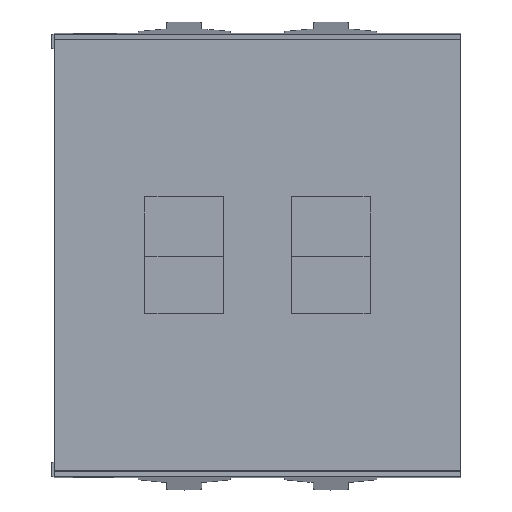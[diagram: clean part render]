
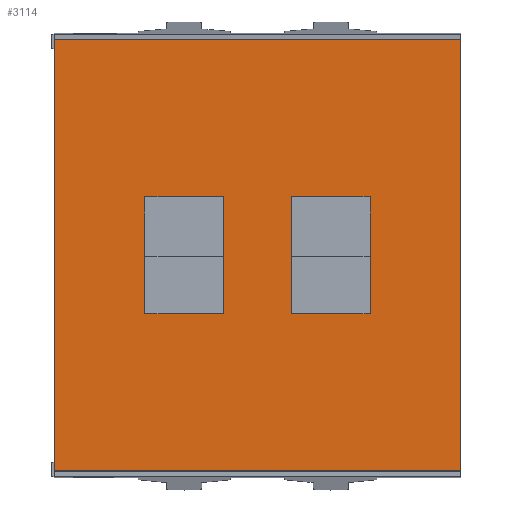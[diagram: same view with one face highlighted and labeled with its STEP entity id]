
A CAD part, top view. The second image highlights one B-rep face of the part: STEP entity #3114.
In plain terms, the highlighted planar face has unit normal (0, 0, 1).
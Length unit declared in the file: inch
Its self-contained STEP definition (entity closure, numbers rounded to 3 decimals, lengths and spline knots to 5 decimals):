
#1011=DIRECTION('',(1.,0.,0.));
#1012=VECTOR('',#1011,0.278);
#1013=CARTESIAN_POINT('',(-0.139,-0.1475,0.14));
#1014=LINE('',#1013,#1012);
#1018=DIRECTION('',(0.,-1.,0.));
#1019=VECTOR('',#1018,0.295);
#1020=CARTESIAN_POINT('',(-0.139,0.1475,0.14));
#1021=LINE('',#1020,#1019);
#1025=DIRECTION('',(-1.,0.,0.));
#1026=VECTOR('',#1025,0.278);
#1027=CARTESIAN_POINT('',(0.139,0.1475,0.14));
#1028=LINE('',#1027,#1026);
#1032=DIRECTION('',(0.,1.,0.));
#1033=VECTOR('',#1032,0.295);
#1034=CARTESIAN_POINT('',(0.139,-0.1475,0.14));
#1035=LINE('',#1034,#1033);
#1039=DIRECTION('',(0.,1.,0.));
#1040=VECTOR('',#1039,0.041);
#1041=CARTESIAN_POINT('',(-0.023,-0.001,0.14));
#1042=LINE('',#1041,#1040);
#1046=DIRECTION('',(-1.,0.,0.));
#1047=VECTOR('',#1046,0.054);
#1048=CARTESIAN_POINT('',(-0.023,0.04,0.14));
#1049=LINE('',#1048,#1047);
#1053=DIRECTION('',(0.,-1.,0.));
#1054=VECTOR('',#1053,0.041);
#1055=CARTESIAN_POINT('',(-0.077,0.04,0.14));
#1056=LINE('',#1055,#1054);
#1060=DIRECTION('',(0.,-1.,0.));
#1061=VECTOR('',#1060,0.039);
#1062=CARTESIAN_POINT('',(-0.077,-0.001,0.14));
#1063=LINE('',#1062,#1061);
#1067=DIRECTION('',(1.,0.,0.));
#1068=VECTOR('',#1067,0.054);
#1069=CARTESIAN_POINT('',(-0.077,-0.04,0.14));
#1070=LINE('',#1069,#1068);
#1074=DIRECTION('',(0.,1.,0.));
#1075=VECTOR('',#1074,0.039);
#1076=CARTESIAN_POINT('',(-0.023,-0.04,0.14));
#1077=LINE('',#1076,#1075);
#1081=DIRECTION('',(0.,1.,0.));
#1082=VECTOR('',#1081,0.041);
#1083=CARTESIAN_POINT('',(0.077,-0.001,0.14));
#1084=LINE('',#1083,#1082);
#1088=DIRECTION('',(-1.,0.,0.));
#1089=VECTOR('',#1088,0.054);
#1090=CARTESIAN_POINT('',(0.077,0.04,0.14));
#1091=LINE('',#1090,#1089);
#1095=DIRECTION('',(0.,-1.,0.));
#1096=VECTOR('',#1095,0.041);
#1097=CARTESIAN_POINT('',(0.023,0.04,0.14));
#1098=LINE('',#1097,#1096);
#1102=DIRECTION('',(0.,-1.,0.));
#1103=VECTOR('',#1102,0.039);
#1104=CARTESIAN_POINT('',(0.023,-0.001,0.14));
#1105=LINE('',#1104,#1103);
#1109=DIRECTION('',(1.,0.,0.));
#1110=VECTOR('',#1109,0.054);
#1111=CARTESIAN_POINT('',(0.023,-0.04,0.14));
#1112=LINE('',#1111,#1110);
#1116=DIRECTION('',(0.,1.,0.));
#1117=VECTOR('',#1116,0.039);
#1118=CARTESIAN_POINT('',(0.077,-0.04,0.14));
#1119=LINE('',#1118,#1117);
#1730=CARTESIAN_POINT('',(-0.139,-0.1475,0.14));
#1731=CARTESIAN_POINT('',(0.139,-0.1475,0.14));
#1732=VERTEX_POINT('',#1730);
#1733=VERTEX_POINT('',#1731);
#1734=CARTESIAN_POINT('',(0.139,0.1475,0.14));
#1735=VERTEX_POINT('',#1734);
#1736=CARTESIAN_POINT('',(-0.139,0.1475,0.14));
#1737=VERTEX_POINT('',#1736);
#1754=CARTESIAN_POINT('',(-0.023,0.04,0.14));
#1755=CARTESIAN_POINT('',(-0.077,0.04,0.14));
#1756=VERTEX_POINT('',#1754);
#1757=VERTEX_POINT('',#1755);
#1758=CARTESIAN_POINT('',(0.077,0.04,0.14));
#1759=CARTESIAN_POINT('',(0.023,0.04,0.14));
#1760=VERTEX_POINT('',#1758);
#1761=VERTEX_POINT('',#1759);
#1778=CARTESIAN_POINT('',(-0.077,-0.04,0.14));
#1779=CARTESIAN_POINT('',(-0.023,-0.04,0.14));
#1780=VERTEX_POINT('',#1778);
#1781=VERTEX_POINT('',#1779);
#1782=CARTESIAN_POINT('',(-0.023,-0.001,0.14));
#1783=VERTEX_POINT('',#1782);
#1784=CARTESIAN_POINT('',(-0.077,-0.001,0.14));
#1785=VERTEX_POINT('',#1784);
#1786=CARTESIAN_POINT('',(0.077,-0.04,0.14));
#1787=CARTESIAN_POINT('',(0.077,-0.001,0.14));
#1788=VERTEX_POINT('',#1786);
#1789=VERTEX_POINT('',#1787);
#1790=CARTESIAN_POINT('',(0.023,-0.001,0.14));
#1791=CARTESIAN_POINT('',(0.023,-0.04,0.14));
#1792=VERTEX_POINT('',#1790);
#1793=VERTEX_POINT('',#1791);
#3074=CARTESIAN_POINT('',(0.,0.,0.14));
#3075=DIRECTION('',(0.,0.,1.));
#3076=DIRECTION('',(0.,1.,0.));
#3077=AXIS2_PLACEMENT_3D('',#3074,#3075,#3076);
#3078=PLANE('',#3077);
#3080=ORIENTED_EDGE('',*,*,#3079,.F.);
#3081=ORIENTED_EDGE('',*,*,#2247,.F.);
#3082=ORIENTED_EDGE('',*,*,#3056,.F.);
#3083=ORIENTED_EDGE('',*,*,#3043,.F.);
#3084=EDGE_LOOP('',(#3080,#3081,#3082,#3083));
#3085=FACE_OUTER_BOUND('',#3084,.F.);
#3087=ORIENTED_EDGE('',*,*,#3086,.T.);
#3089=ORIENTED_EDGE('',*,*,#3088,.T.);
#3091=ORIENTED_EDGE('',*,*,#3090,.T.);
#3093=ORIENTED_EDGE('',*,*,#3092,.T.);
#3095=ORIENTED_EDGE('',*,*,#3094,.T.);
#3097=ORIENTED_EDGE('',*,*,#3096,.T.);
#3098=EDGE_LOOP('',(#3087,#3089,#3091,#3093,#3095,#3097));
#3099=FACE_BOUND('',#3098,.F.);
#3101=ORIENTED_EDGE('',*,*,#3100,.T.);
#3103=ORIENTED_EDGE('',*,*,#3102,.T.);
#3105=ORIENTED_EDGE('',*,*,#3104,.T.);
#3107=ORIENTED_EDGE('',*,*,#3106,.T.);
#3109=ORIENTED_EDGE('',*,*,#3108,.T.);
#3111=ORIENTED_EDGE('',*,*,#3110,.T.);
#3112=EDGE_LOOP('',(#3101,#3103,#3105,#3107,#3109,#3111));
#3113=FACE_BOUND('',#3112,.F.);
#3114=ADVANCED_FACE('',(#3085,#3099,#3113),#3078,.T.);
#2247=EDGE_CURVE('',#1737,#1732,#1021,.T.);
#3043=EDGE_CURVE('',#1733,#1735,#1035,.T.);
#3056=EDGE_CURVE('',#1735,#1737,#1028,.T.);
#3079=EDGE_CURVE('',#1732,#1733,#1014,.T.);
#3086=EDGE_CURVE('',#1783,#1756,#1042,.T.);
#3088=EDGE_CURVE('',#1756,#1757,#1049,.T.);
#3090=EDGE_CURVE('',#1757,#1785,#1056,.T.);
#3092=EDGE_CURVE('',#1785,#1780,#1063,.T.);
#3094=EDGE_CURVE('',#1780,#1781,#1070,.T.);
#3096=EDGE_CURVE('',#1781,#1783,#1077,.T.);
#3100=EDGE_CURVE('',#1789,#1760,#1084,.T.);
#3102=EDGE_CURVE('',#1760,#1761,#1091,.T.);
#3104=EDGE_CURVE('',#1761,#1792,#1098,.T.);
#3106=EDGE_CURVE('',#1792,#1793,#1105,.T.);
#3108=EDGE_CURVE('',#1793,#1788,#1112,.T.);
#3110=EDGE_CURVE('',#1788,#1789,#1119,.T.);
